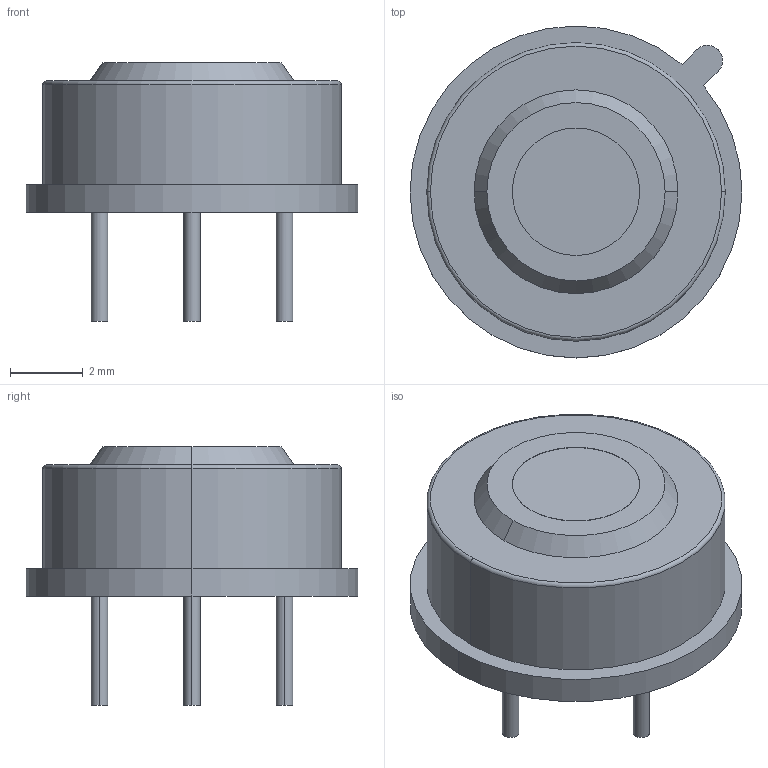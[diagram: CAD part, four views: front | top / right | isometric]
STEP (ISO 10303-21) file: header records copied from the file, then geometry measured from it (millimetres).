
FILE_DESCRIPTION (( 'STEP AP214' ), '1' );
FILE_NAME ('MLX90614.STEP', '2021-06-25T07:07:56', ( '' ), ( '' ), 'SwSTEP 2.0', 'SolidWorks 2019', '' );
FILE_SCHEMA (( 'AUTOMOTIVE_DESIGN' ));
Length unit declared in the file: millimetre
Products named in the file (1): MLX90614
Bounding box: 9.12 x 9.12 x 7.1 mm (x, y, z)
Volume: 212.7 mm3; surface area: 248.5 mm2
Topology: 1 solids, 1 shells, 31 faces, 64 edges, 42 vertices
Faces by surface type: cylinder 16, plane 11, cone 2, torus 2
Entity records: 1217 total; most frequent: DIRECTION 168, CARTESIAN_POINT 138, ORIENTED_EDGE 128, AXIS2_PLACEMENT_3D 72, EDGE_CURVE 64, VERTEX_POINT 42, CIRCLE 40, EDGE_LOOP 38
